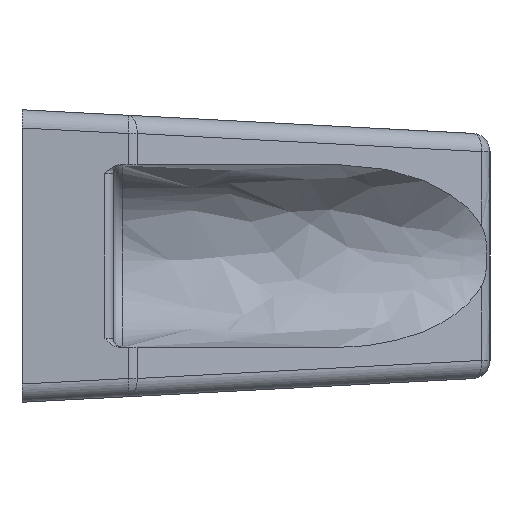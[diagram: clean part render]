
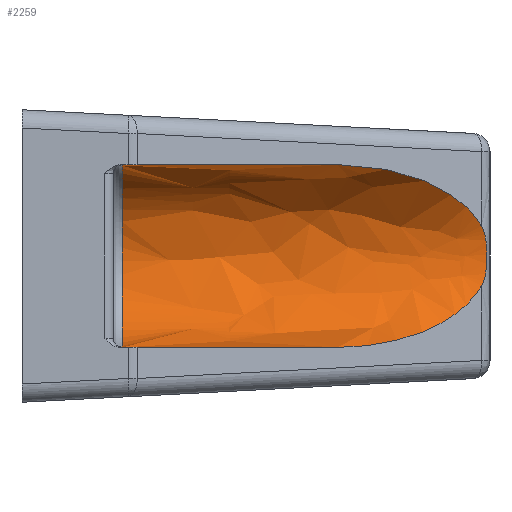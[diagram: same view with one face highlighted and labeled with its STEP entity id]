
A CAD part, left-side view. The second image highlights one B-rep face of the part: STEP entity #2259.
In plain terms, the highlighted free-form (B-spline) face has degree [1, 2] with [2, 5] control points.
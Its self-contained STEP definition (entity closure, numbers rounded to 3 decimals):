
#1290=CARTESIAN_POINT('',(7.204,-25.145,-1.63));
#1291=VERTEX_POINT('',#1290);
#1297=CARTESIAN_POINT('',(2.09,-17.269,-5.));
#1298=VERTEX_POINT('',#1297);
#1299=CARTESIAN_POINT('',(7.204,-25.145,-1.63));
#1300=CARTESIAN_POINT('',(5.947,-23.208,-5.));
#1301=CARTESIAN_POINT('',(2.09,-17.269,-5.));
#1309=(BOUNDED_CURVE()B_SPLINE_CURVE(2,(#1299,#1300,#1301),.UNSPECIFIED.,.F.,.U.)CURVE()GEOMETRIC_REPRESENTATION_ITEM()QUASI_UNIFORM_CURVE()RATIONAL_B_SPLINE_CURVE((1.0,0.814,1.0))REPRESENTATION_ITEM(''));
#1310=EDGE_CURVE('',#1291,#1298,#1309,.T.);
#1613=CARTESIAN_POINT('',(7.204,-25.145,1.63));
#1614=VERTEX_POINT('',#1613);
#1622=CARTESIAN_POINT('',(7.204,-25.145,1.63));
#1623=CARTESIAN_POINT('',(7.226,-25.179,1.571));
#1624=CARTESIAN_POINT('',(7.248,-25.207,1.509));
#1625=CARTESIAN_POINT('',(7.289,-25.257,1.383));
#1626=CARTESIAN_POINT('',(7.308,-25.279,1.318));
#1627=CARTESIAN_POINT('',(7.344,-25.316,1.185));
#1628=CARTESIAN_POINT('',(7.361,-25.332,1.117));
#1629=CARTESIAN_POINT('',(7.392,-25.359,0.98));
#1630=CARTESIAN_POINT('',(7.405,-25.371,0.912));
#1631=CARTESIAN_POINT('',(7.442,-25.4,0.705));
#1632=CARTESIAN_POINT('',(7.461,-25.413,0.566));
#1633=CARTESIAN_POINT('',(7.479,-25.426,0.354));
#1634=CARTESIAN_POINT('',(7.484,-25.429,0.284));
#1635=CARTESIAN_POINT('',(7.49,-25.433,0.141));
#1636=CARTESIAN_POINT('',(7.492,-25.435,0.07));
#1637=CARTESIAN_POINT('',(7.492,-25.434,-0.144));
#1638=CARTESIAN_POINT('',(7.486,-25.43,-0.286));
#1639=CARTESIAN_POINT('',(7.461,-25.413,-0.566));
#1640=CARTESIAN_POINT('',(7.442,-25.4,-0.705));
#1641=CARTESIAN_POINT('',(7.406,-25.371,-0.911));
#1642=CARTESIAN_POINT('',(7.392,-25.359,-0.98));
#1643=CARTESIAN_POINT('',(7.361,-25.332,-1.116));
#1644=CARTESIAN_POINT('',(7.344,-25.316,-1.183));
#1645=CARTESIAN_POINT('',(7.308,-25.279,-1.317));
#1646=CARTESIAN_POINT('',(7.289,-25.257,-1.382));
#1647=CARTESIAN_POINT('',(7.248,-25.207,-1.509));
#1648=CARTESIAN_POINT('',(7.226,-25.179,-1.571));
#1649=CARTESIAN_POINT('',(7.204,-25.145,-1.63));
#1650=B_SPLINE_CURVE_WITH_KNOTS('',3,(#1622,#1623,#1624,#1625,#1626,#1627,#1628,#1629,#1630,#1631,#1632,#1633,#1634,#1635,#1636,#1637,#1638,#1639,#1640,#1641,#1642,#1643,#1644,#1645,#1646,#1647,#1648,#1649),.UNSPECIFIED.,.F.,.U.,(4,2,2,2,2,2,2,2,2,2,2,2,2,4),(0.0,0.063,0.125,0.188,0.25,0.375,0.438,0.5,0.625,0.75,0.813,0.875,0.938,1.0),.UNSPECIFIED.);
#1651=EDGE_CURVE('',#1614,#1291,#1650,.T.);
#1751=CARTESIAN_POINT('',(2.09,-17.269,5.));
#1752=VERTEX_POINT('',#1751);
#1758=CARTESIAN_POINT('',(2.09,-17.269,5.));
#1759=CARTESIAN_POINT('',(5.947,-23.208,5.));
#1760=CARTESIAN_POINT('',(7.204,-25.145,1.63));
#1768=(BOUNDED_CURVE()B_SPLINE_CURVE(2,(#1758,#1759,#1760),.UNSPECIFIED.,.F.,.U.)CURVE()GEOMETRIC_REPRESENTATION_ITEM()QUASI_UNIFORM_CURVE()RATIONAL_B_SPLINE_CURVE((1.0,0.814,1.0))REPRESENTATION_ITEM(''));
#1769=EDGE_CURVE('',#1752,#1614,#1768,.T.);
#1935=CARTESIAN_POINT('',(1.518,-5.5,5.));
#1936=VERTEX_POINT('',#1935);
#2078=CARTESIAN_POINT('',(1.518,-5.5,-5.));
#2079=VERTEX_POINT('',#2078);
#2093=CARTESIAN_POINT('',(1.518,-5.5,5.));
#2094=CARTESIAN_POINT('',(1.928,-5.498,5.));
#2095=CARTESIAN_POINT('',(2.767,-5.494,4.897));
#2096=CARTESIAN_POINT('',(3.746,-5.489,4.513));
#2097=CARTESIAN_POINT('',(4.509,-5.486,4.03));
#2098=CARTESIAN_POINT('',(5.04,-5.483,3.578));
#2099=CARTESIAN_POINT('',(5.54,-5.481,3.007));
#2100=CARTESIAN_POINT('',(5.984,-5.478,2.316));
#2101=CARTESIAN_POINT('',(6.354,-5.477,1.423));
#2102=CARTESIAN_POINT('',(6.516,-5.476,0.553));
#2103=CARTESIAN_POINT('',(6.532,-5.476,-0.307));
#2104=CARTESIAN_POINT('',(6.434,-5.476,-1.061));
#2105=CARTESIAN_POINT('',(6.142,-5.478,-2.003));
#2106=CARTESIAN_POINT('',(5.625,-5.48,-2.941));
#2107=CARTESIAN_POINT('',(4.844,-5.484,-3.791));
#2108=CARTESIAN_POINT('',(4.033,-5.488,-4.354));
#2109=CARTESIAN_POINT('',(3.23,-5.492,-4.721));
#2110=CARTESIAN_POINT('',(2.419,-5.496,-4.945));
#2111=CARTESIAN_POINT('',(1.825,-5.499,-5.));
#2112=CARTESIAN_POINT('',(1.518,-5.5,-5.));
#2113=B_SPLINE_CURVE_WITH_KNOTS('',3,(#2093,#2094,#2095,#2096,#2097,#2098,#2099,#2100,#2101,#2102,#2103,#2104,#2105,#2106,#2107,#2108,#2109,#2110,#2111,#2112),.UNSPECIFIED.,.F.,.U.,(4,1,1,1,1,1,1,1,1,1,1,1,1,1,1,1,1,4),(0.,1.228,2.517,3.131,3.929,4.604,5.402,6.384,7.49,8.042,8.963,9.761,10.989,12.155,13.199,13.935,14.795,15.716),.UNSPECIFIED.);
#2114=EDGE_CURVE('',#1936,#2079,#2113,.T.);
#2225=CARTESIAN_POINT('',(1.363,-5.002,4.998));
#2226=CARTESIAN_POINT('',(2.392,-26.2,4.998));
#2227=CARTESIAN_POINT('',(6.578,-4.749,5.135));
#2228=CARTESIAN_POINT('',(7.607,-25.947,5.135));
#2229=CARTESIAN_POINT('',(6.487,-4.753,-0.087));
#2230=CARTESIAN_POINT('',(7.516,-25.952,-0.087));
#2231=CARTESIAN_POINT('',(6.396,-4.758,-5.31));
#2232=CARTESIAN_POINT('',(7.425,-25.956,-5.31));
#2233=CARTESIAN_POINT('',(1.189,-5.01,-4.991));
#2234=CARTESIAN_POINT('',(2.218,-26.209,-4.991));
#2242=(BOUNDED_SURFACE()B_SPLINE_SURFACE(1,2,((#2225,#2227,#2229,#2231,#2233),(#2226,#2228,#2230,#2232,#2234)),.UNSPECIFIED.,.F.,.F.,.U.)B_SPLINE_SURFACE_WITH_KNOTS((2,2),(3,2,3),(0.0,21.223),(0.0,8.541,17.082),.UNSPECIFIED.)GEOMETRIC_REPRESENTATION_ITEM()RATIONAL_B_SPLINE_SURFACE(((1.0,0.692,1.0,0.692,1.0),(1.0,0.692,1.0,0.692,1.0)))REPRESENTATION_ITEM('')SURFACE());
#2243=CARTESIAN_POINT('',(1.518,-5.5,5.));
#2244=CARTESIAN_POINT('',(2.09,-17.269,5.));
#2245=QUASI_UNIFORM_CURVE('',1,(#2243,#2244),.UNSPECIFIED.,.F.,.U.);
#2246=EDGE_CURVE('',#1936,#1752,#2245,.T.);
#2247=ORIENTED_EDGE('',*,*,#2246,.F.);
#2248=ORIENTED_EDGE('',*,*,#2114,.T.);
#2249=CARTESIAN_POINT('',(2.09,-17.269,-5.));
#2250=CARTESIAN_POINT('',(1.518,-5.5,-5.));
#2251=QUASI_UNIFORM_CURVE('',1,(#2249,#2250),.UNSPECIFIED.,.F.,.U.);
#2252=EDGE_CURVE('',#1298,#2079,#2251,.T.);
#2253=ORIENTED_EDGE('',*,*,#2252,.F.);
#2254=ORIENTED_EDGE('',*,*,#1310,.F.);
#2255=ORIENTED_EDGE('',*,*,#1651,.F.);
#2256=ORIENTED_EDGE('',*,*,#1769,.F.);
#2257=EDGE_LOOP('',(#2247,#2248,#2253,#2254,#2255,#2256));
#2258=FACE_OUTER_BOUND('',#2257,.T.);
#2259=ADVANCED_FACE('',(#2258),#2242,.F.);
